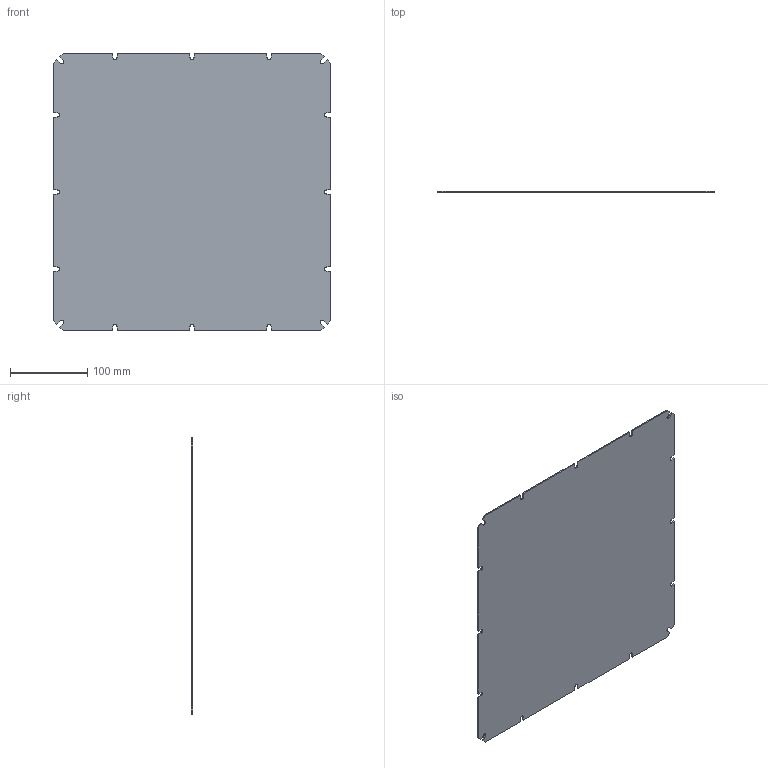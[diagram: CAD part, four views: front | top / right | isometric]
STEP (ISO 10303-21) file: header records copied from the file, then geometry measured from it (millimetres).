
FILE_DESCRIPTION((''),'2;1');
FILE_NAME('OMP4040_','2012-01-11T',('pavel_leivo'),(''),'PRO/ENGINEER BY PARAMETRIC TECHNOLOGY CORPORATION, 2010140','PRO/ENGINEER BY PARAMETRIC TECHNOLOGY CORPORATION, 2010140','');
FILE_SCHEMA(('AUTOMOTIVE_DESIGN_CC2 { 1 2 10303 214 -1 1 5 2 }'));
Length unit declared in the file: millimetre
Products named in the file (1): OMP4040_
Bounding box: 360 x 1.5 x 360 mm (x, y, z)
Volume: 192902.9 mm3; surface area: 259649.9 mm2
Topology: 1 solids, 1 shells, 74 faces, 216 edges, 144 vertices
Faces by surface type: plane 58, cylinder 16
Entity records: 2645 total; most frequent: CARTESIAN_POINT 434, ORIENTED_EDGE 432, DIRECTION 396, EDGE_CURVE 216, COLOUR_RGB 200, VECTOR 184, LINE 184, VERTEX_POINT 144
